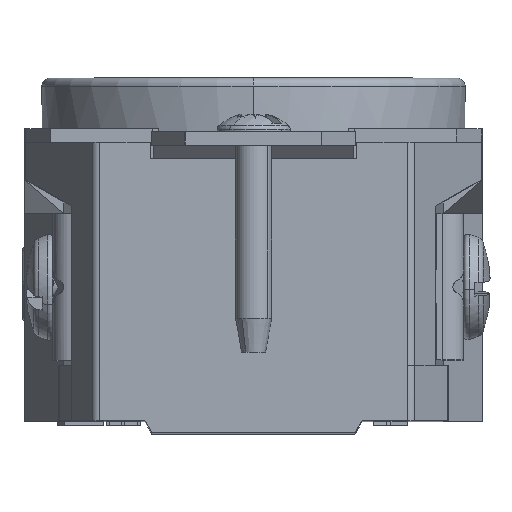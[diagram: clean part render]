
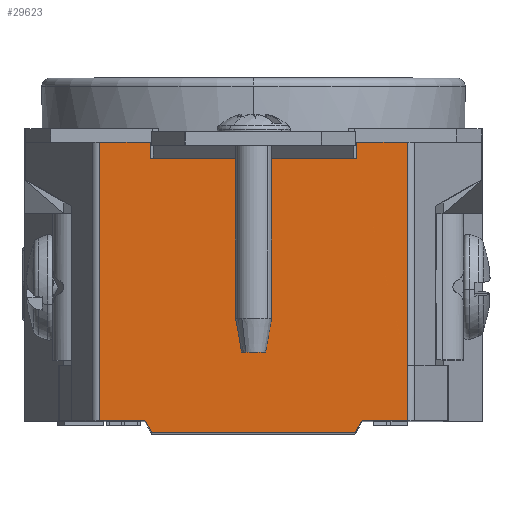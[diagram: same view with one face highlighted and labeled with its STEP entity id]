
A CAD part, top view. The second image highlights one B-rep face of the part: STEP entity #29623.
In plain terms, the highlighted planar face has unit normal (0, 0, 1).
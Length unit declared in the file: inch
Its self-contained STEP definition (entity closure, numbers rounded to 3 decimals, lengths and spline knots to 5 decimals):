
#41 = ORIENTED_EDGE ( 'NONE', *, *, #1209, .T. ) ;
#623 = CARTESIAN_POINT ( 'NONE',  ( -0.02156, 0.894, 1.2268 ) ) ;
#1209 = EDGE_CURVE ( 'NONE', #44962, #21102, #51192, .T. ) ;
#1335 = LINE ( 'NONE', #45696, #21715 ) ;
#2421 = B_SPLINE_CURVE_WITH_KNOTS ( 'NONE', 3,
 ( #37746, #8688, #56200, #17627 ),
 .UNSPECIFIED., .F., .F.,
 ( 4, 4 ),
 ( 0., 1. ),
 .UNSPECIFIED. ) ;
#2807 = CARTESIAN_POINT ( 'NONE',  ( 0.1035, 0.894, 1.22678 ) ) ;
#3391 = CARTESIAN_POINT ( 'NONE',  ( -1.0317, -0.133, 1.22678 ) ) ;
#4007 = VERTEX_POINT ( 'NONE', #13442 ) ;
#4432 = EDGE_CURVE ( 'NONE', #53719, #17848, #2421, .T. ) ;
#4732 = ORIENTED_EDGE ( 'NONE', *, *, #18569, .F. ) ;
#4991 = CARTESIAN_POINT ( 'NONE',  ( -0.59076, 0.835, 1.2268 ) ) ;
#5330 = B_SPLINE_CURVE_WITH_KNOTS ( 'NONE', 3,
 ( #11157, #54664, #30876, #10944 ),
 .UNSPECIFIED., .F., .F.,
 ( 4, 4 ),
 ( 0., 1. ),
 .UNSPECIFIED. ) ;
#5480 = CARTESIAN_POINT ( 'NONE',  ( -0.46406, -0.133, 1.2268 ) ) ;
#5607 = CARTESIAN_POINT ( 'NONE',  ( -0.33743, 0.835, 1.2268 ) ) ;
#5757 = B_SPLINE_CURVE_WITH_KNOTS ( 'NONE', 3,
 ( #49163, #24907, #623, #44114 ),
 .UNSPECIFIED., .F., .F.,
 ( 4, 4 ),
 ( 0., 1. ),
 .UNSPECIFIED. ) ;
#5944 = VERTEX_POINT ( 'NONE', #19615 ) ;
#6538 = DIRECTION ( 'NONE',  ( -0.5, -0.866, 0. ) ) ;
#6761 = CARTESIAN_POINT ( 'NONE',  ( -0.46406, -0.178, 1.2268 ) ) ;
#8688 = CARTESIAN_POINT ( 'NONE',  ( -0.90663, 0.894, 1.2268 ) ) ;
#9552 = CARTESIAN_POINT ( 'NONE',  ( 0.10304, 0.07, 1.2268 ) ) ;
#9699 = CARTESIAN_POINT ( 'NONE',  ( -0.97591, -0.133, 1.2268 ) ) ;
#10187 = CARTESIAN_POINT ( 'NONE',  ( 0.1035, 0.61933, 1.2268 ) ) ;
#10944 = CARTESIAN_POINT ( 'NONE',  ( -0.0841, 0.894, 1.22678 ) ) ;
#11157 = CARTESIAN_POINT ( 'NONE',  ( -0.0841, 0.835, 1.22678 ) ) ;
#11279 = B_SPLINE_CURVE_WITH_KNOTS ( 'NONE', 3,
 ( #22967, #52108, #47046, #61234 ),
 .UNSPECIFIED., .F., .F.,
 ( 4, 4 ),
 ( 0., 1. ),
 .UNSPECIFIED. ) ;
#12452 = EDGE_CURVE ( 'NONE', #44962, #38590, #5330, .T. ) ;
#12484 = ORIENTED_EDGE ( 'NONE', *, *, #21597, .T. ) ;
#13307 = EDGE_CURVE ( 'NONE', #62109, #58843, #59792, .T. ) ;
#13442 = CARTESIAN_POINT ( 'NONE',  ( -1.0317, -0.133, 1.22678 ) ) ;
#13935 = VECTOR ( 'NONE', #6538, 39.37008 ) ;
#16088 = CARTESIAN_POINT ( 'NONE',  ( -0.07597, -0.15406, 1.2268 ) ) ;
#16368 = CARTESIAN_POINT ( 'NONE',  ( -0.86432, -0.133, 1.2268 ) ) ;
#16877 = ORIENTED_EDGE ( 'NONE', *, *, #58382, .F. ) ;
#17494 = ORIENTED_EDGE ( 'NONE', *, *, #57248, .T. ) ;
#17627 = CARTESIAN_POINT ( 'NONE',  ( -1.0317, 0.894, 1.22678 ) ) ;
#17848 = VERTEX_POINT ( 'NONE', #44331 ) ;
#18029 = CARTESIAN_POINT ( 'NONE',  ( -0.8441, 0.894, 1.22678 ) ) ;
#18444 = CARTESIAN_POINT ( 'NONE',  ( -0.8441, 0.85467, 1.22676 ) ) ;
#18569 = EDGE_CURVE ( 'NONE', #25646, #5944, #47351, .T. ) ;
#19615 = CARTESIAN_POINT ( 'NONE',  ( -0.08979, -0.178, 1.2268 ) ) ;
#19698 = CARTESIAN_POINT ( 'NONE',  ( -1.0317, 0.894, 1.22678 ) ) ;
#20441 = ORIENTED_EDGE ( 'NONE', *, *, #46171, .F. ) ;
#21102 = VERTEX_POINT ( 'NONE', #47342 ) ;
#21127 = EDGE_CURVE ( 'NONE', #53719, #21102, #30920, .T. ) ;
#21597 = EDGE_CURVE ( 'NONE', #17848, #4007, #60645, .T. ) ;
#21715 = VECTOR ( 'NONE', #55370, 39.37008 ) ;
#21752 = ORIENTED_EDGE ( 'NONE', *, *, #30357, .T. ) ;
#21867 = ORIENTED_EDGE ( 'NONE', *, *, #4432, .T. ) ;
#22967 = CARTESIAN_POINT ( 'NONE',  ( 0.1035, 0.07, 1.22678 ) ) ;
#23003 = VECTOR ( 'NONE', #30697, 39.37008 ) ;
#24016 = PLANE ( 'NONE',  #41441 ) ;
#24298 = CARTESIAN_POINT ( 'NONE',  ( 0.10304, -0.133, 1.2268 ) ) ;
#24817 = LINE ( 'NONE', #44047, #40032 ) ;
#24907 = CARTESIAN_POINT ( 'NONE',  ( 0.04097, 0.894, 1.2268 ) ) ;
#24915 = CARTESIAN_POINT ( 'NONE',  ( -0.86432, -0.133, 1.2268 ) ) ;
#25140 = CARTESIAN_POINT ( 'NONE',  ( -1.0317, -0.133, 1.22678 ) ) ;
#25646 = VERTEX_POINT ( 'NONE', #48503 ) ;
#27215 = ORIENTED_EDGE ( 'NONE', *, *, #13307, .T. ) ;
#27534 = CARTESIAN_POINT ( 'NONE',  ( -0.0841, 0.894, 1.22678 ) ) ;
#27939 = CARTESIAN_POINT ( 'NONE',  ( -0.8441, 0.87433, 1.22676 ) ) ;
#27998 = ORIENTED_EDGE ( 'NONE', *, *, #49851, .F. ) ;
#29623 = ADVANCED_FACE ( 'NONE', ( #56967 ), #24016, .T. ) ;
#30357 = EDGE_CURVE ( 'NONE', #52631, #37065, #24817, .T. ) ;
#30400 = EDGE_LOOP ( 'NONE', ( #55618, #4732, #16877, #21752, #27998, #27215, #17494, #42677, #41, #36279, #21867, #12484, #20441, #61963 ) ) ;
#30697 = DIRECTION ( 'NONE',  ( -1., 0., 0. ) ) ;
#30876 = CARTESIAN_POINT ( 'NONE',  ( -0.0841, 0.87433, 1.22676 ) ) ;
#30920 = B_SPLINE_CURVE_WITH_KNOTS ( 'NONE', 3,
 ( #18029, #27939, #18444, #46928 ),
 .UNSPECIFIED., .F., .F.,
 ( 4, 4 ),
 ( 0., 1. ),
 .UNSPECIFIED. ) ;
#32889 = EDGE_CURVE ( 'NONE', #37603, #35874, #1335, .T. ) ;
#32900 = LINE ( 'NONE', #6761, #23003 ) ;
#34424 = CARTESIAN_POINT ( 'NONE',  ( -0.0841, 0.835, 1.22678 ) ) ;
#34510 = DIRECTION ( 'NONE',  ( -1., 0., 0. ) ) ;
#34583 = CARTESIAN_POINT ( 'NONE',  ( 0.1035, 0.07, 1.22678 ) ) ;
#34706 = CARTESIAN_POINT ( 'NONE',  ( -0.8441, 0.894, 1.22678 ) ) ;
#35874 = VERTEX_POINT ( 'NONE', #16368 ) ;
#36279 = ORIENTED_EDGE ( 'NONE', *, *, #21127, .F. ) ;
#37065 = VERTEX_POINT ( 'NONE', #9552 ) ;
#37142 = CARTESIAN_POINT ( 'NONE',  ( -0.83833, -0.178, 1.2268 ) ) ;
#37603 = VERTEX_POINT ( 'NONE', #37142 ) ;
#37746 = CARTESIAN_POINT ( 'NONE',  ( -0.8441, 0.894, 1.22678 ) ) ;
#37923 = EDGE_CURVE ( 'NONE', #5944, #37603, #32900, .T. ) ;
#38590 = VERTEX_POINT ( 'NONE', #27534 ) ;
#39258 = CARTESIAN_POINT ( 'NONE',  ( 0.1035, 0.894, 1.22678 ) ) ;
#39520 = CARTESIAN_POINT ( 'NONE',  ( -0.8441, 0.835, 1.22678 ) ) ;
#40032 = VECTOR ( 'NONE', #44251, 39.37008 ) ;
#41441 = AXIS2_PLACEMENT_3D ( 'NONE', #48073, #62898, #52523 ) ;
#42677 = ORIENTED_EDGE ( 'NONE', *, *, #12452, .F. ) ;
#44047 = CARTESIAN_POINT ( 'NONE',  ( 0.10304, 0.07, 1.2268 ) ) ;
#44114 = CARTESIAN_POINT ( 'NONE',  ( -0.0841, 0.894, 1.22678 ) ) ;
#44251 = DIRECTION ( 'NONE',  ( 0., 1., 0. ) ) ;
#44331 = CARTESIAN_POINT ( 'NONE',  ( -1.0317, 0.894, 1.22678 ) ) ;
#44962 = VERTEX_POINT ( 'NONE', #54165 ) ;
#45696 = CARTESIAN_POINT ( 'NONE',  ( -0.85215, -0.15406, 1.2268 ) ) ;
#46171 = EDGE_CURVE ( 'NONE', #35874, #4007, #59253, .T. ) ;
#46928 = CARTESIAN_POINT ( 'NONE',  ( -0.8441, 0.835, 1.22678 ) ) ;
#47046 = CARTESIAN_POINT ( 'NONE',  ( 0.10319, 0.07, 1.2268 ) ) ;
#47342 = CARTESIAN_POINT ( 'NONE',  ( -0.8441, 0.835, 1.22678 ) ) ;
#47351 = LINE ( 'NONE', #16088, #13935 ) ;
#48073 = CARTESIAN_POINT ( 'NONE',  ( -0.46406, 0.07, 1.2268 ) ) ;
#48503 = CARTESIAN_POINT ( 'NONE',  ( -0.06381, -0.133, 1.2268 ) ) ;
#49039 = CARTESIAN_POINT ( 'NONE',  ( 0.1035, 0.34467, 1.2268 ) ) ;
#49163 = CARTESIAN_POINT ( 'NONE',  ( 0.1035, 0.894, 1.22678 ) ) ;
#49851 = EDGE_CURVE ( 'NONE', #62109, #37065, #11279, .T. ) ;
#51192 = B_SPLINE_CURVE_WITH_KNOTS ( 'NONE', 3,
 ( #34424, #5607, #4991, #39520 ),
 .UNSPECIFIED., .F., .F.,
 ( 4, 4 ),
 ( 0., 1. ),
 .UNSPECIFIED. ) ;
#52108 = CARTESIAN_POINT ( 'NONE',  ( 0.10335, 0.07, 1.2268 ) ) ;
#52523 = DIRECTION ( 'NONE',  ( 0., -1., 0. ) ) ;
#52631 = VERTEX_POINT ( 'NONE', #24298 ) ;
#53719 = VERTEX_POINT ( 'NONE', #34706 ) ;
#54165 = CARTESIAN_POINT ( 'NONE',  ( -0.0841, 0.835, 1.22678 ) ) ;
#54616 = CARTESIAN_POINT ( 'NONE',  ( 0.1035, 0.07, 1.22678 ) ) ;
#54664 = CARTESIAN_POINT ( 'NONE',  ( -0.0841, 0.85467, 1.22676 ) ) ;
#55298 = LINE ( 'NONE', #5480, #62157 ) ;
#55370 = DIRECTION ( 'NONE',  ( -0.5, 0.866, 0. ) ) ;
#55618 = ORIENTED_EDGE ( 'NONE', *, *, #37923, .F. ) ;
#56200 = CARTESIAN_POINT ( 'NONE',  ( -0.96917, 0.894, 1.2268 ) ) ;
#56967 = FACE_OUTER_BOUND ( 'NONE', #30400, .T. ) ;
#56981 = CARTESIAN_POINT ( 'NONE',  ( -1.0317, 0.55167, 1.2268 ) ) ;
#57248 = EDGE_CURVE ( 'NONE', #58843, #38590, #5757, .T. ) ;
#58382 = EDGE_CURVE ( 'NONE', #52631, #25646, #55298, .T. ) ;
#58843 = VERTEX_POINT ( 'NONE', #2807 ) ;
#58906 = CARTESIAN_POINT ( 'NONE',  ( -0.92011, -0.133, 1.2268 ) ) ;
#59253 = B_SPLINE_CURVE_WITH_KNOTS ( 'NONE', 3,
 ( #24915, #58906, #9699, #25140 ),
 .UNSPECIFIED., .F., .F.,
 ( 4, 4 ),
 ( 0., 1. ),
 .UNSPECIFIED. ) ;
#59792 = B_SPLINE_CURVE_WITH_KNOTS ( 'NONE', 3,
 ( #34583, #49039, #10187, #39258 ),
 .UNSPECIFIED., .F., .F.,
 ( 4, 4 ),
 ( 0., 1. ),
 .UNSPECIFIED. ) ;
#60645 = B_SPLINE_CURVE_WITH_KNOTS ( 'NONE', 3,
 ( #19698, #56981, #62101, #3391 ),
 .UNSPECIFIED., .F., .F.,
 ( 4, 4 ),
 ( 0., 1. ),
 .UNSPECIFIED. ) ;
#61234 = CARTESIAN_POINT ( 'NONE',  ( 0.10304, 0.07, 1.2268 ) ) ;
#61963 = ORIENTED_EDGE ( 'NONE', *, *, #32889, .F. ) ;
#62101 = CARTESIAN_POINT ( 'NONE',  ( -1.0317, 0.20933, 1.2268 ) ) ;
#62109 = VERTEX_POINT ( 'NONE', #54616 ) ;
#62157 = VECTOR ( 'NONE', #34510, 39.37008 ) ;
#62898 = DIRECTION ( 'NONE',  ( 0., 0., 1. ) ) ;
